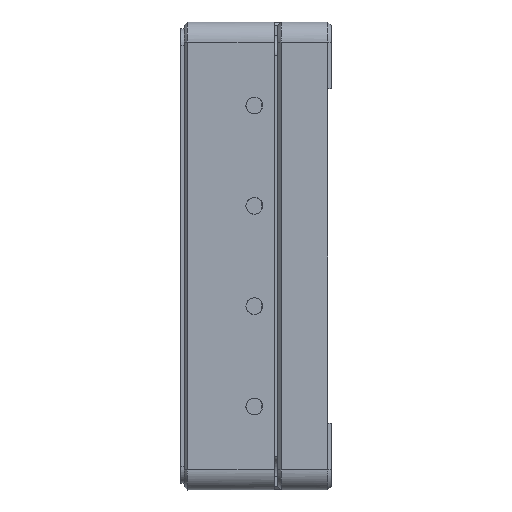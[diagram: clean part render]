
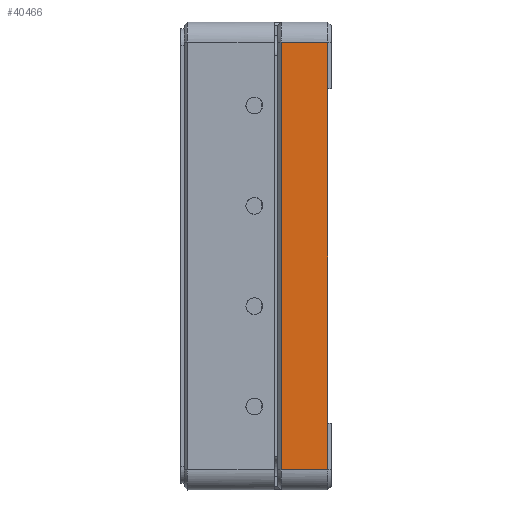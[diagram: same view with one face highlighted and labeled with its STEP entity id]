
A CAD part, left-side view. The second image highlights one B-rep face of the part: STEP entity #40466.
In plain terms, the highlighted planar face has unit normal (-1, 0, 0).
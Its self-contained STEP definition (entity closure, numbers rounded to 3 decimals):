
#1759 = CARTESIAN_POINT ( 'NONE',  ( -35., 0., -35. ) ) ;
#1914 = VECTOR ( 'NONE', #13358, 1000. ) ;
#2119 = DIRECTION ( 'NONE',  ( 0., 0., 1. ) ) ;
#2222 = DIRECTION ( 'NONE',  ( 0., 0., 1. ) ) ;
#4402 = VERTEX_POINT ( 'NONE', #8943 ) ;
#4869 = LINE ( 'NONE', #24953, #22584 ) ;
#6678 = LINE ( 'NONE', #40790, #13868 ) ;
#7174 = EDGE_CURVE ( 'NONE', #30750, #34754, #31279, .T. ) ;
#8943 = CARTESIAN_POINT ( 'NONE',  ( -35., -0.5, 32. ) ) ;
#9110 = ORIENTED_EDGE ( 'NONE', *, *, #42961, .T. ) ;
#11132 = EDGE_CURVE ( 'NONE', #30750, #27809, #6678, .T. ) ;
#11570 = VECTOR ( 'NONE', #2119, 1000. ) ;
#12312 = CARTESIAN_POINT ( 'NONE',  ( -35., -0.5, -32. ) ) ;
#13358 = DIRECTION ( 'NONE',  ( 0., 0., 1. ) ) ;
#13394 = VERTEX_POINT ( 'NONE', #41973 ) ;
#13641 = ORIENTED_EDGE ( 'NONE', *, *, #22164, .T. ) ;
#13868 = VECTOR ( 'NONE', #16034, 1000. ) ;
#16034 = DIRECTION ( 'NONE',  ( 0., 0., -1. ) ) ;
#16344 = CARTESIAN_POINT ( 'NONE',  ( -35., -0.5, -35. ) ) ;
#16818 = LINE ( 'NONE', #16344, #43948 ) ;
#17944 = ORIENTED_EDGE ( 'NONE', *, *, #7174, .T. ) ;
#18216 = ORIENTED_EDGE ( 'NONE', *, *, #36816, .T. ) ;
#19949 = LINE ( 'NONE', #23714, #28238 ) ;
#22164 = EDGE_CURVE ( 'NONE', #13394, #27809, #23180, .T. ) ;
#22584 = VECTOR ( 'NONE', #28559, 1000. ) ;
#23180 = LINE ( 'NONE', #23293, #11570 ) ;
#23293 = CARTESIAN_POINT ( 'NONE',  ( -35., -7.5, -35. ) ) ;
#23388 = DIRECTION ( 'NONE',  ( -1., 0., 0. ) ) ;
#23714 = CARTESIAN_POINT ( 'NONE',  ( -35., 0., 32. ) ) ;
#23830 = CARTESIAN_POINT ( 'NONE',  ( -35., -7.5, -25. ) ) ;
#24953 = CARTESIAN_POINT ( 'NONE',  ( -35., 0., -32. ) ) ;
#27281 = DIRECTION ( 'NONE',  ( 0., 1., 0. ) ) ;
#27809 = VERTEX_POINT ( 'NONE', #23830 ) ;
#28238 = VECTOR ( 'NONE', #27281, 1000. ) ;
#28559 = DIRECTION ( 'NONE',  ( 0., -1., 0. ) ) ;
#30211 = ORIENTED_EDGE ( 'NONE', *, *, #11132, .F. ) ;
#30750 = VERTEX_POINT ( 'NONE', #34948 ) ;
#31000 = CARTESIAN_POINT ( 'NONE',  ( -35., -7.5, -35. ) ) ;
#31279 = LINE ( 'NONE', #31000, #1914 ) ;
#32127 = EDGE_CURVE ( 'NONE', #34754, #4402, #19949, .T. ) ;
#32195 = CARTESIAN_POINT ( 'NONE',  ( -35., -7.5, 32. ) ) ;
#34754 = VERTEX_POINT ( 'NONE', #32195 ) ;
#34948 = CARTESIAN_POINT ( 'NONE',  ( -35., -7.5, 25. ) ) ;
#34987 = FACE_OUTER_BOUND ( 'NONE', #45647, .T. ) ;
#36635 = AXIS2_PLACEMENT_3D ( 'NONE', #1759, #23388, #2222 ) ;
#36816 = EDGE_CURVE ( 'NONE', #4402, #44742, #16818, .T. ) ;
#38886 = ORIENTED_EDGE ( 'NONE', *, *, #32127, .T. ) ;
#40466 = ADVANCED_FACE ( 'NONE', ( #34987 ), #44336, .T. ) ;
#40790 = CARTESIAN_POINT ( 'NONE',  ( -35., -7.5, 0. ) ) ;
#41099 = DIRECTION ( 'NONE',  ( 0., 0., -1. ) ) ;
#41973 = CARTESIAN_POINT ( 'NONE',  ( -35., -7.5, -32. ) ) ;
#42961 = EDGE_CURVE ( 'NONE', #44742, #13394, #4869, .T. ) ;
#43948 = VECTOR ( 'NONE', #41099, 1000. ) ;
#44336 = PLANE ( 'NONE',  #36635 ) ;
#44742 = VERTEX_POINT ( 'NONE', #12312 ) ;
#45647 = EDGE_LOOP ( 'NONE', ( #13641, #30211, #17944, #38886, #18216, #9110 ) ) ;
